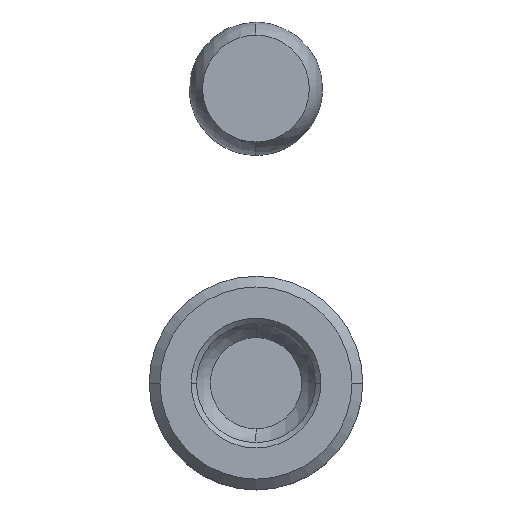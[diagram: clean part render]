
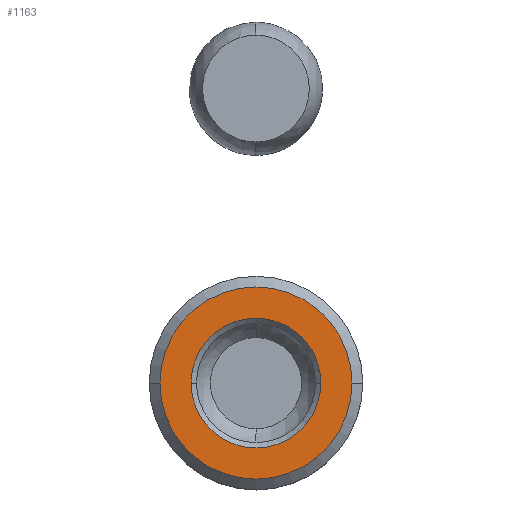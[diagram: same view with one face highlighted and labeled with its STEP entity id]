
A CAD part, top view. The second image highlights one B-rep face of the part: STEP entity #1163.
In plain terms, the highlighted planar face has unit normal (0, 0, 1).
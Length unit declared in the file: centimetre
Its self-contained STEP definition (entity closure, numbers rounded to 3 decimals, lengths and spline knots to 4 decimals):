
#70 = EDGE_CURVE ( 'NONE', #1236, #1539, #1299, .T. ) ;
#161 = ORIENTED_EDGE ( 'NONE', *, *, #732, .F. ) ;
#177 = FACE_OUTER_BOUND ( 'NONE', #513, .T. ) ;
#214 = DIRECTION ( 'NONE',  ( -1., 0., 0. ) ) ;
#216 = DIRECTION ( 'NONE',  ( 0., 0., 1. ) ) ;
#226 = CIRCLE ( 'NONE', #1468, 4.572 ) ;
#234 = DIRECTION ( 'NONE',  ( -1., 0., 0. ) ) ;
#270 = CARTESIAN_POINT ( 'NONE',  ( 0., 3.9561, 21.8306 ) ) ;
#354 = AXIS2_PLACEMENT_3D ( 'NONE', #1175, #941, #1149 ) ;
#385 = CARTESIAN_POINT ( 'NONE',  ( -3.0862, 0., 21.8306 ) ) ;
#386 = DIRECTION ( 'NONE',  ( -1., 0., 0. ) ) ;
#395 = ORIENTED_EDGE ( 'NONE', *, *, #702, .F. ) ;
#435 = VERTEX_POINT ( 'NONE', #1424 ) ;
#513 = EDGE_LOOP ( 'NONE', ( #161, #395 ) ) ;
#546 = AXIS2_PLACEMENT_3D ( 'NONE', #1289, #216, #234 ) ;
#627 = CARTESIAN_POINT ( 'NONE',  ( 3.0862, 0., 21.8306 ) ) ;
#702 = EDGE_CURVE ( 'NONE', #435, #821, #226, .T. ) ;
#732 = EDGE_CURVE ( 'NONE', #821, #435, #969, .T. ) ;
#737 = CIRCLE ( 'NONE', #1246, 3.0862 ) ;
#739 = DIRECTION ( 'NONE',  ( 0., 0., 1. ) ) ;
#807 = CARTESIAN_POINT ( 'NONE',  ( 0., 0., 21.8306 ) ) ;
#816 = EDGE_LOOP ( 'NONE', ( #985, #1064 ) ) ;
#821 = VERTEX_POINT ( 'NONE', #1263 ) ;
#890 = EDGE_CURVE ( 'NONE', #1539, #1236, #737, .T. ) ;
#896 = DIRECTION ( 'NONE',  ( -1., 0., 0. ) ) ;
#941 = DIRECTION ( 'NONE',  ( 0., 0., -1. ) ) ;
#969 = CIRCLE ( 'NONE', #354, 4.572 ) ;
#985 = ORIENTED_EDGE ( 'NONE', *, *, #890, .F. ) ;
#990 = DIRECTION ( 'NONE',  ( 0., 0., -1. ) ) ;
#995 = PLANE ( 'NONE',  #1022 ) ;
#1022 = AXIS2_PLACEMENT_3D ( 'NONE', #270, #739, #386 ) ;
#1040 = DIRECTION ( 'NONE',  ( 0., 0., 1. ) ) ;
#1064 = ORIENTED_EDGE ( 'NONE', *, *, #70, .F. ) ;
#1102 = CARTESIAN_POINT ( 'NONE',  ( 0., 0., 21.8306 ) ) ;
#1107 = FACE_BOUND ( 'NONE', #816, .T. ) ;
#1149 = DIRECTION ( 'NONE',  ( -1., 0., 0. ) ) ;
#1163 = ADVANCED_FACE ( 'NONE', ( #1107, #177 ), #995, .T. ) ;
#1175 = CARTESIAN_POINT ( 'NONE',  ( 0., 0., 21.8306 ) ) ;
#1236 = VERTEX_POINT ( 'NONE', #627 ) ;
#1246 = AXIS2_PLACEMENT_3D ( 'NONE', #807, #1040, #214 ) ;
#1263 = CARTESIAN_POINT ( 'NONE',  ( 4.572, 0., 21.8306 ) ) ;
#1289 = CARTESIAN_POINT ( 'NONE',  ( 0., 0., 21.8306 ) ) ;
#1299 = CIRCLE ( 'NONE', #546, 3.0862 ) ;
#1424 = CARTESIAN_POINT ( 'NONE',  ( -4.572, 0., 21.8306 ) ) ;
#1468 = AXIS2_PLACEMENT_3D ( 'NONE', #1102, #990, #896 ) ;
#1539 = VERTEX_POINT ( 'NONE', #385 ) ;
